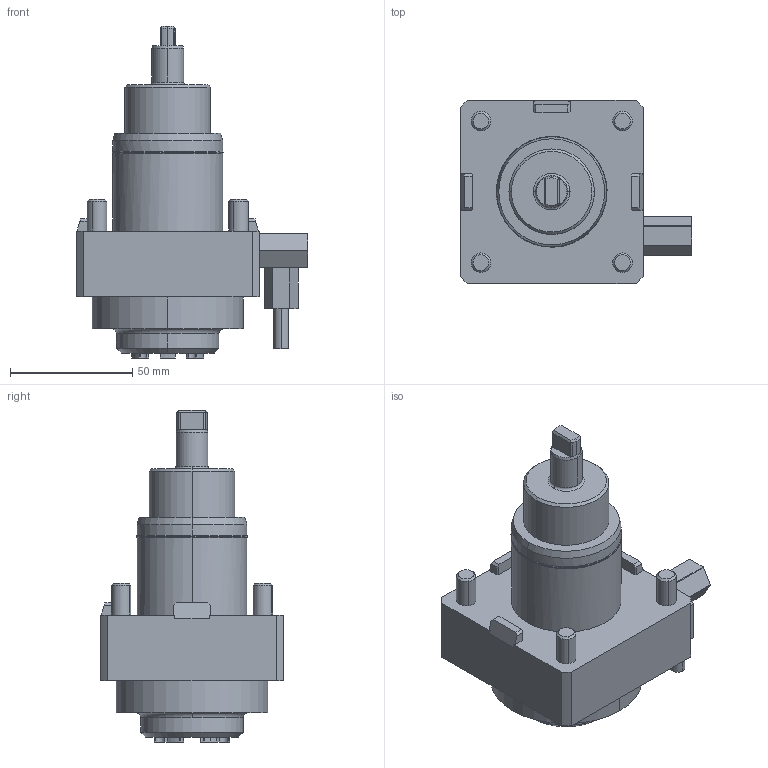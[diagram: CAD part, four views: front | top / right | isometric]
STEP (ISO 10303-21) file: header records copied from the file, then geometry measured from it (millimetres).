
FILE_DESCRIPTION(('HOOPS Exchange Step'),'2;1');
FILE_NAME('Modelcomposition.stp','2024-06-04T21:01:24+00:00',('toolarena-modelservice-ewspro'),('Unknown organisation'),'HOOPS Exchange 2021.2','HOOPS Exchange','Unknown authorisation');
FILE_SCHEMA( ('AP242_MANAGED_MODEL_BASED_3D_ENGINEERING_MIM_LF {1 0 10303 442 1 1 4 }') );
Length unit declared in the file: millimetre
Products named in the file (1): EWS_149881_DIN4003
Bounding box: 94.9 x 75 x 136 mm (x, y, z)
Volume: 299294.9 mm3; surface area: 35372.6 mm2
Topology: 1 solids, 1 shells, 218 faces, 563 edges, 366 vertices
Faces by surface type: plane 112, cylinder 78, cone 20, torus 8
Entity records: 6757 total; most frequent: CARTESIAN_POINT 1230, DIRECTION 1193, ORIENTED_EDGE 1126, EDGE_CURVE 563, AXIS2_PLACEMENT_3D 421, VERTEX_POINT 366, VECTOR 351, LINE 351
